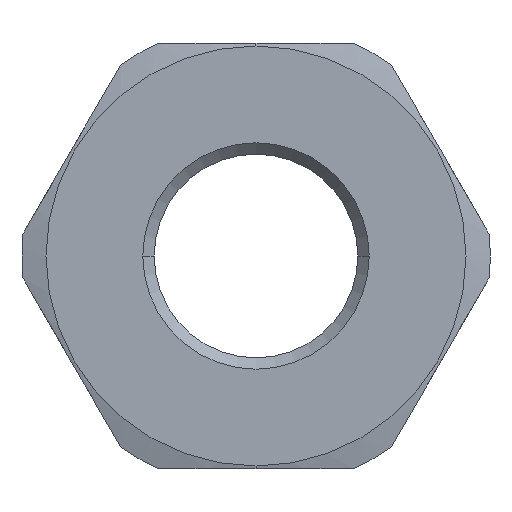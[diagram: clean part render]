
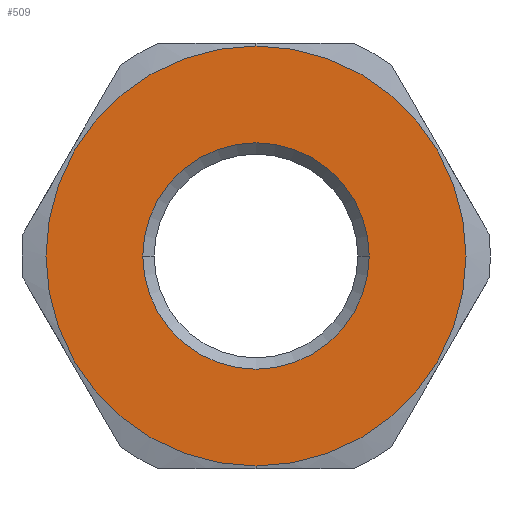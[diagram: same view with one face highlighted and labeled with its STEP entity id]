
A CAD part, left-side view. The second image highlights one B-rep face of the part: STEP entity #509.
In plain terms, the highlighted planar face has unit normal (-1, 0, 0).
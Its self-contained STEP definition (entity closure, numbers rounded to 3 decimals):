
#56 = AXIS2_PLACEMENT_3D ( 'NONE', #452, #1073, #541 ) ;
#85 = VERTEX_POINT ( 'NONE', #349 ) ;
#106 = ORIENTED_EDGE ( 'NONE', *, *, #407, .T. ) ;
#129 = FACE_OUTER_BOUND ( 'NONE', #315, .T. ) ;
#161 = DIRECTION ( 'NONE',  ( -1., 0., 0. ) ) ;
#176 = AXIS2_PLACEMENT_3D ( 'NONE', #367, #974, #457 ) ;
#208 = CARTESIAN_POINT ( 'NONE',  ( 0., 10., 0. ) ) ;
#293 = CIRCLE ( 'NONE', #335, 10. ) ;
#315 = EDGE_LOOP ( 'NONE', ( #640, #446 ) ) ;
#320 = AXIS2_PLACEMENT_3D ( 'NONE', #682, #161, #768 ) ;
#323 = ORIENTED_EDGE ( 'NONE', *, *, #836, .T. ) ;
#335 = AXIS2_PLACEMENT_3D ( 'NONE', #909, #387, #998 ) ;
#349 = CARTESIAN_POINT ( 'NONE',  ( 0., 0., -18.55 ) ) ;
#367 = CARTESIAN_POINT ( 'NONE',  ( 0., 0., 0. ) ) ;
#387 = DIRECTION ( 'NONE',  ( 1., 0., 0. ) ) ;
#402 = DIRECTION ( 'NONE',  ( 1., 0., 0. ) ) ;
#407 = EDGE_CURVE ( 'NONE', #657, #1030, #293, .T. ) ;
#423 = CIRCLE ( 'NONE', #56, 10. ) ;
#446 = ORIENTED_EDGE ( 'NONE', *, *, #853, .T. ) ;
#452 = CARTESIAN_POINT ( 'NONE',  ( 0., 0., 0. ) ) ;
#457 = DIRECTION ( 'NONE',  ( 0., 0., 1. ) ) ;
#464 = CARTESIAN_POINT ( 'NONE',  ( 0., 0., 18.55 ) ) ;
#503 = CARTESIAN_POINT ( 'NONE',  ( 0., -10., 0. ) ) ;
#509 = ADVANCED_FACE ( 'NONE', ( #592, #129 ), #923, .F. ) ;
#541 = DIRECTION ( 'NONE',  ( 0., 0., -1. ) ) ;
#592 = FACE_BOUND ( 'NONE', #897, .T. ) ;
#604 = EDGE_CURVE ( 'NONE', #85, #1014, #651, .T. ) ;
#640 = ORIENTED_EDGE ( 'NONE', *, *, #604, .T. ) ;
#651 = CIRCLE ( 'NONE', #320, 18.55 ) ;
#657 = VERTEX_POINT ( 'NONE', #503 ) ;
#682 = CARTESIAN_POINT ( 'NONE',  ( 0., 0., 0. ) ) ;
#752 = CARTESIAN_POINT ( 'NONE',  ( 0., 0., 0. ) ) ;
#768 = DIRECTION ( 'NONE',  ( 0., 0., 1. ) ) ;
#836 = EDGE_CURVE ( 'NONE', #1030, #657, #423, .T. ) ;
#853 = EDGE_CURVE ( 'NONE', #1014, #85, #859, .T. ) ;
#859 = CIRCLE ( 'NONE', #176, 18.55 ) ;
#897 = EDGE_LOOP ( 'NONE', ( #106, #323 ) ) ;
#909 = CARTESIAN_POINT ( 'NONE',  ( 0., 0., 0. ) ) ;
#923 = PLANE ( 'NONE',  #1054 ) ;
#974 = DIRECTION ( 'NONE',  ( -1., 0., 0. ) ) ;
#998 = DIRECTION ( 'NONE',  ( 0., 0., -1. ) ) ;
#1014 = VERTEX_POINT ( 'NONE', #464 ) ;
#1017 = DIRECTION ( 'NONE',  ( 0., 0., -1. ) ) ;
#1030 = VERTEX_POINT ( 'NONE', #208 ) ;
#1054 = AXIS2_PLACEMENT_3D ( 'NONE', #752, #402, #1017 ) ;
#1073 = DIRECTION ( 'NONE',  ( 1., 0., 0. ) ) ;
